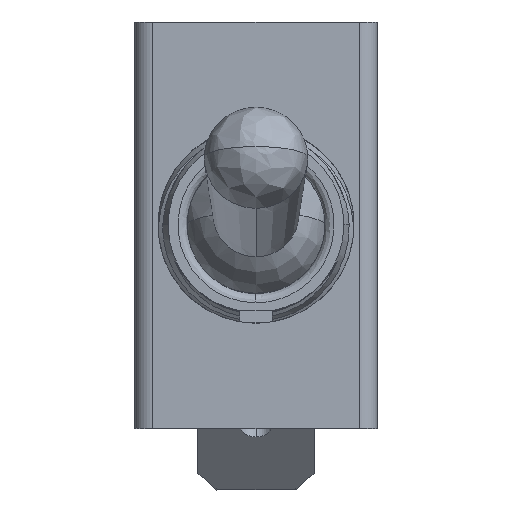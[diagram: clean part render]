
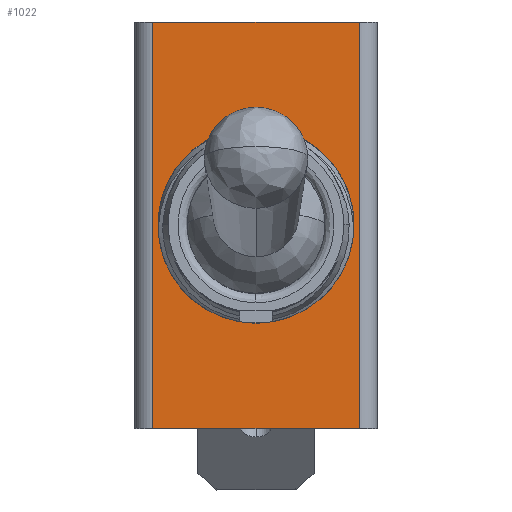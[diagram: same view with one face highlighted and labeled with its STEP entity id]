
A CAD part, top view. The second image highlights one B-rep face of the part: STEP entity #1022.
In plain terms, the highlighted planar face has unit normal (0, 0, 1).
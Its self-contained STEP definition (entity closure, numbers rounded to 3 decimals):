
#619 = VERTEX_POINT ( 'NONE', #3835 ) ;
#621 = EDGE_CURVE ( 'NONE', #622, #619, #3876, .T. ) ;
#622 = VERTEX_POINT ( 'NONE', #3871 ) ;
#980 = VERTEX_POINT ( 'NONE', #4857 ) ;
#989 = VERTEX_POINT ( 'NONE', #4913 ) ;
#991 = EDGE_CURVE ( 'NONE', #992, #989, #4912, .T. ) ;
#992 = VERTEX_POINT ( 'NONE', #4908 ) ;
#1022 = ADVANCED_FACE ( 'NONE', ( #5002, #5001 ), #5000, .T. ) ;
#1023 = EDGE_LOOP ( 'NONE', ( #1024, #1025 ) ) ;
#1024 = ORIENTED_EDGE ( 'NONE', *, *, #621, .T. ) ;
#1025 = ORIENTED_EDGE ( 'NONE', *, *, #1026, .T. ) ;
#1026 = EDGE_CURVE ( 'NONE', #619, #622, #4994, .T. ) ;
#1027 = EDGE_LOOP ( 'NONE', ( #1028, #1029, #1030, #1088 ) ) ;
#1028 = ORIENTED_EDGE ( 'NONE', *, *, #1053, .T. ) ;
#1029 = ORIENTED_EDGE ( 'NONE', *, *, #1103, .T. ) ;
#1030 = ORIENTED_EDGE ( 'NONE', *, *, #991, .T. ) ;
#1041 = EDGE_CURVE ( 'NONE', #989, #980, #4983, .T. ) ;
#1051 = VERTEX_POINT ( 'NONE', #5016 ) ;
#1053 = EDGE_CURVE ( 'NONE', #980, #1051, #5014, .T. ) ;
#1088 = ORIENTED_EDGE ( 'NONE', *, *, #1041, .T. ) ;
#1103 = EDGE_CURVE ( 'NONE', #1051, #992, #5144, .T. ) ;
#3835 = CARTESIAN_POINT ( 'NONE',  ( 5.4, 0., 14. ) ) ;
#3871 = CARTESIAN_POINT ( 'NONE',  ( -5.4, 0., 14. ) ) ;
#3872 = DIRECTION ( 'NONE',  ( -1., 0., 0. ) ) ;
#3873 = DIRECTION ( 'NONE',  ( 0., 0., -1. ) ) ;
#3874 = CARTESIAN_POINT ( 'NONE',  ( 0., 0., 14. ) ) ;
#3875 = AXIS2_PLACEMENT_3D ( 'NONE', #3874, #3873, #3872 ) ;
#3876 = CIRCLE ( 'NONE', #3875, 5.4 ) ;
#4857 = CARTESIAN_POINT ( 'NONE',  ( 5.685, 11.2, 14. ) ) ;
#4908 = CARTESIAN_POINT ( 'NONE',  ( -5.685, -11.2, 14. ) ) ;
#4909 = DIRECTION ( 'NONE',  ( 1., 0., 0. ) ) ;
#4910 = VECTOR ( 'NONE', #4909, 1000. ) ;
#4911 = CARTESIAN_POINT ( 'NONE',  ( 0., -11.2, 14. ) ) ;
#4912 = LINE ( 'NONE', #4911, #4910 ) ;
#4913 = CARTESIAN_POINT ( 'NONE',  ( 5.685, -11.2, 14. ) ) ;
#4980 = DIRECTION ( 'NONE',  ( 0., 1., 0. ) ) ;
#4981 = VECTOR ( 'NONE', #4980, 1000. ) ;
#4982 = CARTESIAN_POINT ( 'NONE',  ( 5.685, 0., 14. ) ) ;
#4983 = LINE ( 'NONE', #4982, #4981 ) ;
#4991 = DIRECTION ( 'NONE',  ( -1., 0., 0. ) ) ;
#4992 = DIRECTION ( 'NONE',  ( 0., 0., -1. ) ) ;
#4993 = AXIS2_PLACEMENT_3D ( 'NONE', #4998, #4992, #4991 ) ;
#4994 = CIRCLE ( 'NONE', #4993, 5.4 ) ;
#4995 = DIRECTION ( 'NONE',  ( 1., 0., 0. ) ) ;
#4996 = DIRECTION ( 'NONE',  ( 0., 0., 1. ) ) ;
#4997 = AXIS2_PLACEMENT_3D ( 'NONE', #4999, #4996, #4995 ) ;
#4998 = CARTESIAN_POINT ( 'NONE',  ( 0., 0., 14. ) ) ;
#4999 = CARTESIAN_POINT ( 'NONE',  ( -5.685, -11.2, 14. ) ) ;
#5000 = PLANE ( 'NONE',  #4997 ) ;
#5001 = FACE_OUTER_BOUND ( 'NONE', #1027, .T. ) ;
#5002 = FACE_BOUND ( 'NONE', #1023, .T. ) ;
#5011 = DIRECTION ( 'NONE',  ( -1., 0., 0. ) ) ;
#5012 = VECTOR ( 'NONE', #5011, 1000. ) ;
#5013 = CARTESIAN_POINT ( 'NONE',  ( 0., 11.2, 14. ) ) ;
#5014 = LINE ( 'NONE', #5013, #5012 ) ;
#5016 = CARTESIAN_POINT ( 'NONE',  ( -5.685, 11.2, 14. ) ) ;
#5141 = DIRECTION ( 'NONE',  ( 0., -1., 0. ) ) ;
#5142 = VECTOR ( 'NONE', #5141, 1000. ) ;
#5143 = CARTESIAN_POINT ( 'NONE',  ( -5.685, 0., 14. ) ) ;
#5144 = LINE ( 'NONE', #5143, #5142 ) ;
